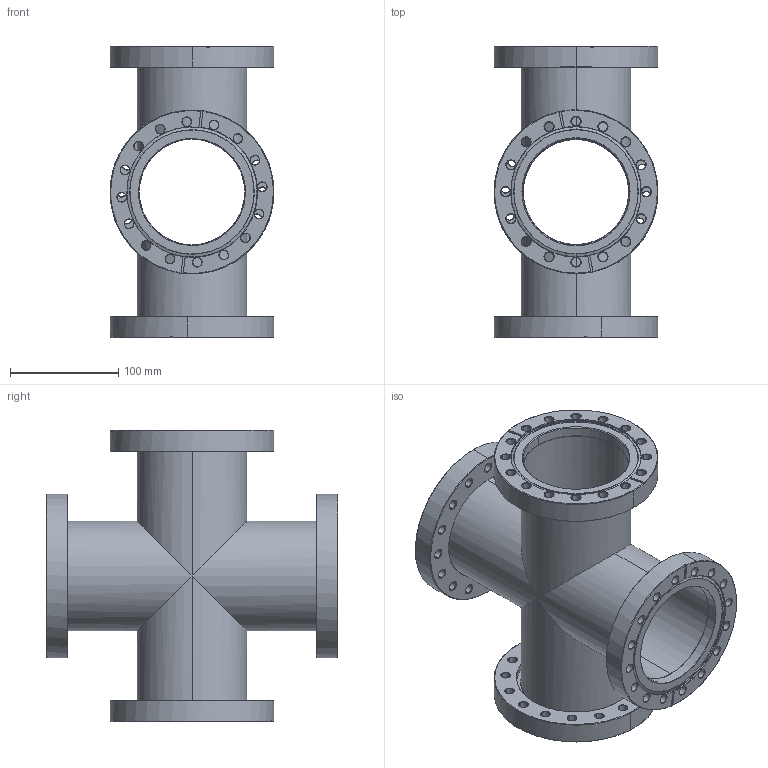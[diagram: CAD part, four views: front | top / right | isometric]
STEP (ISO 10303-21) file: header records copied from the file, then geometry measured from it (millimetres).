
FILE_DESCRIPTION (( 'STEP AP214' ), '1' );
FILE_NAME ('Hositrad_FX-100-100Rb-Cross.STEP', '2013-03-26T15:33:39', ( '' ), ( '' ), 'SwSTEP 2.0', 'SolidWorks 2013', '' );
FILE_SCHEMA (( 'AUTOMOTIVE_DESIGN' ));
Length unit declared in the file: millimetre
Products named in the file (6): Hositrad_FX-100-100Rb-Cross; NW100CF-R-Outerring_CF100-108; NW100CF-weld_CF100-102; FX4-101.6-tube; NW100CF-R-InnerWeld_CF100-102; NW100CF-R-Weld
Assembly tree (7 placements, depth 3):
  Hositrad_FX-100-100Rb-Cross
    FX4-101.6-tube
    NW100CF-R-Weld  x2
      NW100CF-R-Outerring_CF100-108
      NW100CF-R-InnerWeld_CF100-102
    NW100CF-weld_CF100-102  x2
Bounding box: 151.6 x 269.8 x 269.8 mm (x, y, z)
Volume: 936539.4 mm3; surface area: 432238.1 mm2
Topology: 7 solids, 7 shells, 560 faces, 1334 edges, 774 vertices
Faces by surface type: cone 320, cylinder 184, plane 52, torus 4
Entity records: 9447 total; most frequent: DIRECTION 1645, CARTESIAN_POINT 1471, ORIENTED_EDGE 1382, EDGE_CURVE 691, AXIS2_PLACEMENT_3D 679, VERTEX_POINT 401, CIRCLE 378, EDGE_LOOP 358
